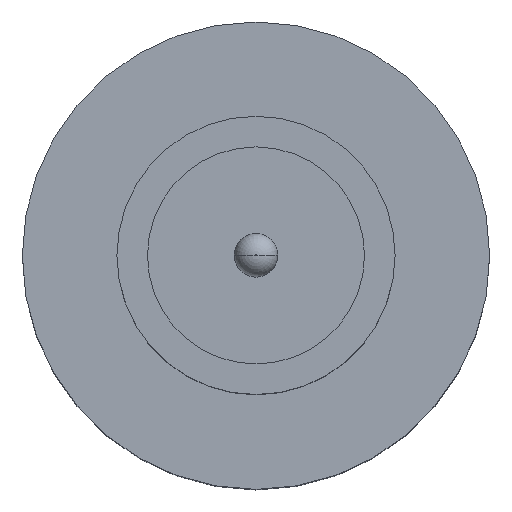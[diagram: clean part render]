
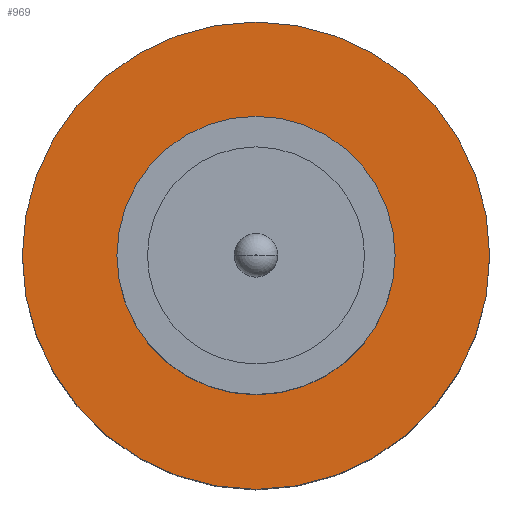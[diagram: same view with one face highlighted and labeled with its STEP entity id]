
A CAD part, top view. The second image highlights one B-rep face of the part: STEP entity #969.
In plain terms, the highlighted planar face has unit normal (0, 0, 1).
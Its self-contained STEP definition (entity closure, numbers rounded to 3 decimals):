
#18 = EDGE_CURVE ( 'NONE', #772, #224, #769, .T. ) ;
#20 = DIRECTION ( 'NONE',  ( 1., 0., 0. ) ) ;
#23 = PLANE ( 'NONE',  #421 ) ;
#50 = DIRECTION ( 'NONE',  ( 1., 0., 0. ) ) ;
#69 = ORIENTED_EDGE ( 'NONE', *, *, #668, .T. ) ;
#72 = CARTESIAN_POINT ( 'NONE',  ( 0., 0., 1.55 ) ) ;
#78 = ORIENTED_EDGE ( 'NONE', *, *, #792, .F. ) ;
#82 = AXIS2_PLACEMENT_3D ( 'NONE', #451, #198, #285 ) ;
#121 = EDGE_CURVE ( 'NONE', #210, #175, #755, .T. ) ;
#148 = CARTESIAN_POINT ( 'NONE',  ( 2.1, 0., 1.55 ) ) ;
#166 = DIRECTION ( 'NONE',  ( 0., 0., 1. ) ) ;
#175 = VERTEX_POINT ( 'NONE', #214 ) ;
#197 = AXIS2_PLACEMENT_3D ( 'NONE', #907, #434, #50 ) ;
#198 = DIRECTION ( 'NONE',  ( 0., 0., 1. ) ) ;
#210 = VERTEX_POINT ( 'NONE', #847 ) ;
#214 = CARTESIAN_POINT ( 'NONE',  ( 1.25, 0., 1.55 ) ) ;
#224 = VERTEX_POINT ( 'NONE', #148 ) ;
#285 = DIRECTION ( 'NONE',  ( 1., 0., 0. ) ) ;
#324 = DIRECTION ( 'NONE',  ( 0., 0., 1. ) ) ;
#328 = CARTESIAN_POINT ( 'NONE',  ( 0., 0., 1.55 ) ) ;
#420 = EDGE_LOOP ( 'NONE', ( #78, #522 ) ) ;
#421 = AXIS2_PLACEMENT_3D ( 'NONE', #819, #166, #20 ) ;
#434 = DIRECTION ( 'NONE',  ( 0., 0., 1. ) ) ;
#451 = CARTESIAN_POINT ( 'NONE',  ( 0., 0., 1.55 ) ) ;
#463 = DIRECTION ( 'NONE',  ( 0., 0., 1. ) ) ;
#464 = FACE_BOUND ( 'NONE', #420, .T. ) ;
#503 = ORIENTED_EDGE ( 'NONE', *, *, #18, .T. ) ;
#513 = AXIS2_PLACEMENT_3D ( 'NONE', #72, #463, #698 ) ;
#514 = CIRCLE ( 'NONE', #781, 1.25 ) ;
#522 = ORIENTED_EDGE ( 'NONE', *, *, #121, .F. ) ;
#538 = CARTESIAN_POINT ( 'NONE',  ( -2.1, 0., 1.55 ) ) ;
#542 = FACE_OUTER_BOUND ( 'NONE', #653, .T. ) ;
#653 = EDGE_LOOP ( 'NONE', ( #503, #69 ) ) ;
#668 = EDGE_CURVE ( 'NONE', #224, #772, #817, .T. ) ;
#698 = DIRECTION ( 'NONE',  ( 1., 0., 0. ) ) ;
#755 = CIRCLE ( 'NONE', #513, 1.25 ) ;
#769 = CIRCLE ( 'NONE', #82, 2.1 ) ;
#772 = VERTEX_POINT ( 'NONE', #538 ) ;
#781 = AXIS2_PLACEMENT_3D ( 'NONE', #328, #324, #795 ) ;
#792 = EDGE_CURVE ( 'NONE', #175, #210, #514, .T. ) ;
#795 = DIRECTION ( 'NONE',  ( 1., 0., 0. ) ) ;
#817 = CIRCLE ( 'NONE', #197, 2.1 ) ;
#819 = CARTESIAN_POINT ( 'NONE',  ( 0., 0., 1.55 ) ) ;
#847 = CARTESIAN_POINT ( 'NONE',  ( -1.25, 0., 1.55 ) ) ;
#907 = CARTESIAN_POINT ( 'NONE',  ( 0., 0., 1.55 ) ) ;
#969 = ADVANCED_FACE ( 'NONE', ( #464, #542 ), #23, .T. ) ;
